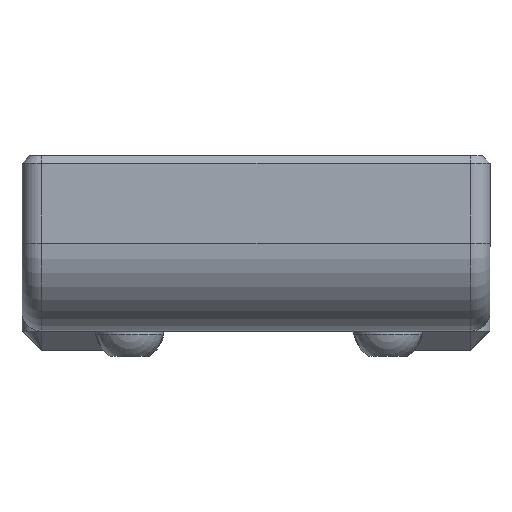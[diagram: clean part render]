
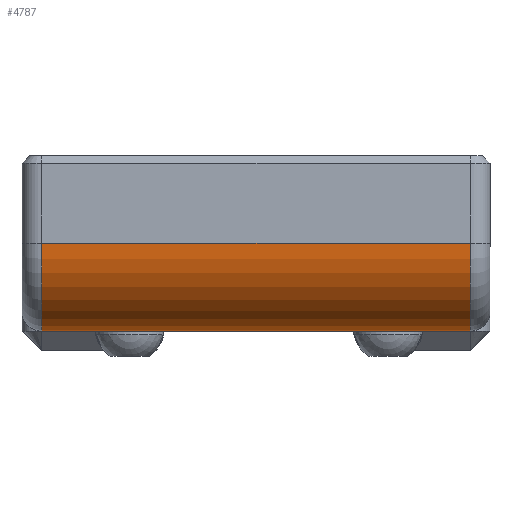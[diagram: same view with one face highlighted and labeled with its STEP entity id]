
A CAD part, left-side view. The second image highlights one B-rep face of the part: STEP entity #4787.
In plain terms, the highlighted cylindrical face has radius 4.5 mm (diameter 9 mm), a partial arc.
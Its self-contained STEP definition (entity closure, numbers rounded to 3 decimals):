
#399=CIRCLE('',#5212,4.5);
#406=CIRCLE('',#5224,4.5);
#478=CYLINDRICAL_SURFACE('',#5232,4.5);
#696=FACE_OUTER_BOUND('',#995,.T.);
#995=EDGE_LOOP('',(#3994,#3995,#3996,#3997));
#1296=LINE('',#7096,#1729);
#1425=LINE('',#7938,#1858);
#1729=VECTOR('',#5822,10.);
#1858=VECTOR('',#6093,10.);
#2126=VERTEX_POINT('',#7093);
#2127=VERTEX_POINT('',#7095);
#2272=VERTEX_POINT('',#7935);
#2273=VERTEX_POINT('',#7937);
#2630=EDGE_CURVE('',#2127,#2126,#1296,.T.);
#2848=EDGE_CURVE('',#2273,#2272,#1425,.T.);
#2860=EDGE_CURVE('',#2273,#2126,#399,.T.);
#2868=EDGE_CURVE('',#2127,#2272,#406,.T.);
#3994=ORIENTED_EDGE('',*,*,#2860,.F.);
#3995=ORIENTED_EDGE('',*,*,#2848,.T.);
#3996=ORIENTED_EDGE('',*,*,#2868,.F.);
#3997=ORIENTED_EDGE('',*,*,#2630,.T.);
#4787=ADVANCED_FACE('',(#696),#478,.T.);
#5212=AXIS2_PLACEMENT_3D('',#7960,#6124,#6125);
#5224=AXIS2_PLACEMENT_3D('',#7975,#6149,#6150);
#5232=AXIS2_PLACEMENT_3D('',#7988,#6168,#6169);
#5822=DIRECTION('',(0.,-1.,0.));
#6093=DIRECTION('',(0.,1.,0.));
#6124=DIRECTION('center_axis',(0.,-1.,0.));
#6125=DIRECTION('ref_axis',(-0.707,0.,-0.707));
#6149=DIRECTION('center_axis',(0.,1.,0.));
#6150=DIRECTION('ref_axis',(-0.707,0.,-0.707));
#6168=DIRECTION('center_axis',(0.,-1.,0.));
#6169=DIRECTION('ref_axis',(-0.707,0.,-0.707));
#7093=CARTESIAN_POINT('',(0.113,-10.928,-5.));
#7095=CARTESIAN_POINT('',(0.113,11.072,-5.));
#7096=CARTESIAN_POINT('',(0.113,6.072,-5.));
#7935=CARTESIAN_POINT('',(-4.387,11.072,-0.5));
#7937=CARTESIAN_POINT('',(-4.387,-10.928,-0.5));
#7938=CARTESIAN_POINT('',(-4.387,6.072,-0.5));
#7960=CARTESIAN_POINT('Origin',(0.113,-10.928,-0.5));
#7975=CARTESIAN_POINT('Origin',(0.113,11.072,-0.5));
#7988=CARTESIAN_POINT('Origin',(0.113,6.072,-0.5));
